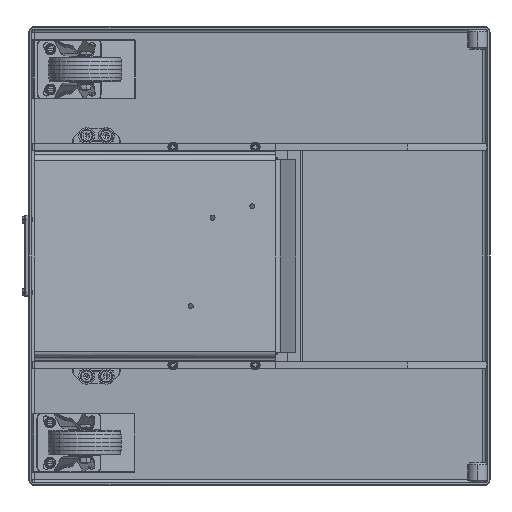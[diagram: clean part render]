
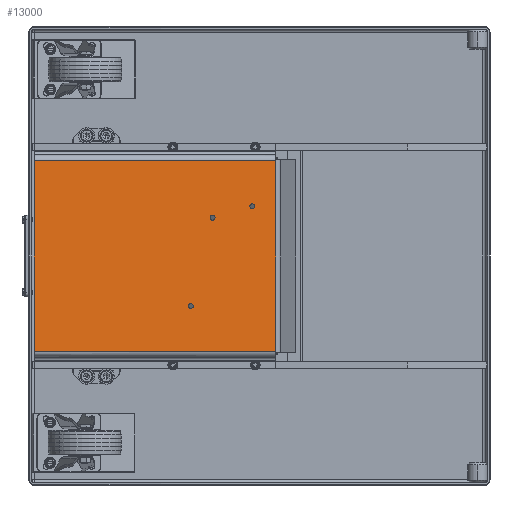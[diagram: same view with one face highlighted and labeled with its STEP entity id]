
A CAD part, front view. The second image highlights one B-rep face of the part: STEP entity #13000.
In plain terms, the highlighted planar face has unit normal (0.133, -0.991, 0).
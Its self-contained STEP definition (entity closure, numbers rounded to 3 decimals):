
#12810 = VERTEX_POINT ( 'NONE', #30829 ) ;
#12815 = EDGE_CURVE ( 'NONE', #12816, #12810, #30894, .T. ) ;
#12816 = VERTEX_POINT ( 'NONE', #30893 ) ;
#12840 = VERTEX_POINT ( 'NONE', #31061 ) ;
#12845 = EDGE_CURVE ( 'NONE', #47293, #12840, #31059, .T. ) ;
#12860 = VERTEX_POINT ( 'NONE', #31120 ) ;
#12866 = EDGE_CURVE ( 'NONE', #12867, #12860, #31144, .T. ) ;
#12867 = VERTEX_POINT ( 'NONE', #31146 ) ;
#12930 = VERTEX_POINT ( 'NONE', #31526 ) ;
#12975 = VERTEX_POINT ( 'NONE', #31748 ) ;
#12976 = ORIENTED_EDGE ( 'NONE', *, *, #12978, .T. ) ;
#12978 = EDGE_CURVE ( 'NONE', #12975, #12930, #31747, .T. ) ;
#12979 = EDGE_LOOP ( 'NONE', ( #12982, #12984 ) ) ;
#12982 = ORIENTED_EDGE ( 'NONE', *, *, #12866, .T. ) ;
#12984 = ORIENTED_EDGE ( 'NONE', *, *, #12986, .T. ) ;
#12986 = EDGE_CURVE ( 'NONE', #12860, #12867, #31760, .T. ) ;
#12989 = EDGE_LOOP ( 'NONE', ( #12991, #13023 ) ) ;
#12991 = ORIENTED_EDGE ( 'NONE', *, *, #12845, .T. ) ;
#13000 = ADVANCED_FACE ( 'NONE', ( #31809, #31808, #31807, #31806 ), #31804, .T. ) ;
#13002 = EDGE_LOOP ( 'NONE', ( #13005, #13007 ) ) ;
#13005 = ORIENTED_EDGE ( 'NONE', *, *, #12815, .T. ) ;
#13007 = ORIENTED_EDGE ( 'NONE', *, *, #13009, .T. ) ;
#13009 = EDGE_CURVE ( 'NONE', #12810, #12816, #31953, .T. ) ;
#13010 = EDGE_LOOP ( 'NONE', ( #13013, #13052, #13058, #12976 ) ) ;
#13013 = ORIENTED_EDGE ( 'NONE', *, *, #13015, .F. ) ;
#13015 = EDGE_CURVE ( 'NONE', #13016, #12930, #31994, .T. ) ;
#13016 = VERTEX_POINT ( 'NONE', #31990 ) ;
#13023 = ORIENTED_EDGE ( 'NONE', *, *, #13024, .T. ) ;
#13024 = EDGE_CURVE ( 'NONE', #12840, #47293, #31980, .T. ) ;
#13052 = ORIENTED_EDGE ( 'NONE', *, *, #13053, .T. ) ;
#13053 = EDGE_CURVE ( 'NONE', #13016, #13055, #32120, .T. ) ;
#13055 = VERTEX_POINT ( 'NONE', #32109 ) ;
#13058 = ORIENTED_EDGE ( 'NONE', *, *, #13059, .T. ) ;
#13059 = EDGE_CURVE ( 'NONE', #13055, #12975, #32185, .T. ) ;
#30829 = CARTESIAN_POINT ( 'NONE',  ( 222., 29.841, 53. ) ) ;
#30889 = CARTESIAN_POINT ( 'NONE',  ( 222., 29.841, 53. ) ) ;
#30890 = CARTESIAN_POINT ( 'NONE',  ( 217., 29.169, 53. ) ) ;
#30891 = CARTESIAN_POINT ( 'NONE',  ( 217., 29.169, 48. ) ) ;
#30892 = CARTESIAN_POINT ( 'NONE',  ( 222., 29.841, 48. ) ) ;
#30893 = CARTESIAN_POINT ( 'NONE',  ( 222., 29.841, 48. ) ) ;
#30894 =( BOUNDED_CURVE ( )  B_SPLINE_CURVE ( 3, ( #30892, #30891, #30890, #30889 ),
 .UNSPECIFIED., .F., .F. ) 
 B_SPLINE_CURVE_WITH_KNOTS ( ( 4, 4 ),
 ( 4.712, 7.854 ),
 .UNSPECIFIED. ) 
 CURVE ( )  GEOMETRIC_REPRESENTATION_ITEM ( )  RATIONAL_B_SPLINE_CURVE ( ( 1., 0.333, 0.333, 1. ) ) 
 REPRESENTATION_ITEM ( '' )  );
#31059 =( BOUNDED_CURVE ( )  B_SPLINE_CURVE ( 3, ( #31102, #31101, #31100, #31099 ),
 .UNSPECIFIED., .F., .F. ) 
 B_SPLINE_CURVE_WITH_KNOTS ( ( 4, 4 ),
 ( 4.712, 7.854 ),
 .UNSPECIFIED. ) 
 CURVE ( )  GEOMETRIC_REPRESENTATION_ITEM ( )  RATIONAL_B_SPLINE_CURVE ( ( 1., 0.333, 0.333, 1. ) ) 
 REPRESENTATION_ITEM ( '' )  );
#31061 = CARTESIAN_POINT ( 'NONE',  ( 159.5, 21.44, -48.5 ) ) ;
#31099 = CARTESIAN_POINT ( 'NONE',  ( 159.5, 21.44, -48.5 ) ) ;
#31100 = CARTESIAN_POINT ( 'NONE',  ( 154.5, 20.768, -48.5 ) ) ;
#31101 = CARTESIAN_POINT ( 'NONE',  ( 154.5, 20.768, -53.5 ) ) ;
#31102 = CARTESIAN_POINT ( 'NONE',  ( 159.5, 21.44, -53.5 ) ) ;
#31120 = CARTESIAN_POINT ( 'NONE',  ( 181.5, 24.397, 41.5 ) ) ;
#31144 =( BOUNDED_CURVE ( )  B_SPLINE_CURVE ( 3, ( #31165, #31164, #31163, #31162 ),
 .UNSPECIFIED., .F., .T. ) 
 B_SPLINE_CURVE_WITH_KNOTS ( ( 4, 4 ),
 ( 4.712, 7.854 ),
 .UNSPECIFIED. ) 
 CURVE ( )  GEOMETRIC_REPRESENTATION_ITEM ( )  RATIONAL_B_SPLINE_CURVE ( ( 1., 0.333, 0.333, 1. ) ) 
 REPRESENTATION_ITEM ( '' )  );
#31146 = CARTESIAN_POINT ( 'NONE',  ( 181.5, 24.397, 36.5 ) ) ;
#31162 = CARTESIAN_POINT ( 'NONE',  ( 181.5, 24.397, 41.5 ) ) ;
#31163 = CARTESIAN_POINT ( 'NONE',  ( 176.5, 23.725, 41.5 ) ) ;
#31164 = CARTESIAN_POINT ( 'NONE',  ( 176.5, 23.725, 36.5 ) ) ;
#31165 = CARTESIAN_POINT ( 'NONE',  ( 181.5, 24.397, 36.5 ) ) ;
#31526 = CARTESIAN_POINT ( 'NONE',  ( 0., 0., 97. ) ) ;
#31744 = DIRECTION ( 'NONE',  ( -0.991, -0.133, 0. ) ) ;
#31745 = VECTOR ( 'NONE', #31744, 1000. ) ;
#31746 = CARTESIAN_POINT ( 'NONE',  ( 0., 0., 97. ) ) ;
#31747 = LINE ( 'NONE', #31746, #31745 ) ;
#31748 = CARTESIAN_POINT ( 'NONE',  ( 245.919, 33.056, 97. ) ) ;
#31758 = CARTESIAN_POINT ( 'NONE',  ( 186.5, 25.069, 41.5 ) ) ;
#31759 = CARTESIAN_POINT ( 'NONE',  ( 181.5, 24.397, 41.5 ) ) ;
#31760 =( BOUNDED_CURVE ( )  B_SPLINE_CURVE ( 3, ( #31759, #31758, #31822, #31821 ),
 .UNSPECIFIED., .F., .T. ) 
 B_SPLINE_CURVE_WITH_KNOTS ( ( 4, 4 ),
 ( 1.571, 4.712 ),
 .UNSPECIFIED. ) 
 CURVE ( )  GEOMETRIC_REPRESENTATION_ITEM ( )  RATIONAL_B_SPLINE_CURVE ( ( 1., 0.333, 0.333, 1. ) ) 
 REPRESENTATION_ITEM ( '' )  );
#31798 = DIRECTION ( 'NONE',  ( 0.991, 0.133, 0. ) ) ;
#31799 = DIRECTION ( 'NONE',  ( 0.133, -0.991, 0. ) ) ;
#31800 = AXIS2_PLACEMENT_3D ( 'NONE', #31803, #31799, #31798 ) ;
#31803 = CARTESIAN_POINT ( 'NONE',  ( 245.5, 33., -103. ) ) ;
#31804 = PLANE ( 'NONE',  #31800 ) ;
#31806 = FACE_BOUND ( 'NONE', #12989, .T. ) ;
#31807 = FACE_BOUND ( 'NONE', #12979, .T. ) ;
#31808 = FACE_OUTER_BOUND ( 'NONE', #13010, .T. ) ;
#31809 = FACE_BOUND ( 'NONE', #13002, .T. ) ;
#31821 = CARTESIAN_POINT ( 'NONE',  ( 181.5, 24.397, 36.5 ) ) ;
#31822 = CARTESIAN_POINT ( 'NONE',  ( 186.5, 25.069, 36.5 ) ) ;
#31949 = CARTESIAN_POINT ( 'NONE',  ( 222., 29.841, 48. ) ) ;
#31950 = CARTESIAN_POINT ( 'NONE',  ( 227., 30.513, 48. ) ) ;
#31951 = CARTESIAN_POINT ( 'NONE',  ( 227., 30.513, 53. ) ) ;
#31952 = CARTESIAN_POINT ( 'NONE',  ( 222., 29.841, 53. ) ) ;
#31953 =( BOUNDED_CURVE ( )  B_SPLINE_CURVE ( 3, ( #31952, #31951, #31950, #31949 ),
 .UNSPECIFIED., .F., .T. ) 
 B_SPLINE_CURVE_WITH_KNOTS ( ( 4, 4 ),
 ( 1.571, 4.712 ),
 .UNSPECIFIED. ) 
 CURVE ( )  GEOMETRIC_REPRESENTATION_ITEM ( )  RATIONAL_B_SPLINE_CURVE ( ( 1., 0.333, 0.333, 1. ) ) 
 REPRESENTATION_ITEM ( '' )  );
#31976 = CARTESIAN_POINT ( 'NONE',  ( 159.5, 21.44, -53.5 ) ) ;
#31977 = CARTESIAN_POINT ( 'NONE',  ( 164.5, 22.112, -53.5 ) ) ;
#31978 = CARTESIAN_POINT ( 'NONE',  ( 164.5, 22.112, -48.5 ) ) ;
#31979 = CARTESIAN_POINT ( 'NONE',  ( 159.5, 21.44, -48.5 ) ) ;
#31980 =( BOUNDED_CURVE ( )  B_SPLINE_CURVE ( 3, ( #31979, #31978, #31977, #31976 ),
 .UNSPECIFIED., .F., .T. ) 
 B_SPLINE_CURVE_WITH_KNOTS ( ( 4, 4 ),
 ( 1.571, 4.712 ),
 .UNSPECIFIED. ) 
 CURVE ( )  GEOMETRIC_REPRESENTATION_ITEM ( )  RATIONAL_B_SPLINE_CURVE ( ( 1., 0.333, 0.333, 1. ) ) 
 REPRESENTATION_ITEM ( '' )  );
#31990 = CARTESIAN_POINT ( 'NONE',  ( 0., 0., -97. ) ) ;
#31991 = DIRECTION ( 'NONE',  ( 0., 0., 1. ) ) ;
#31992 = VECTOR ( 'NONE', #31991, 1000. ) ;
#31993 = CARTESIAN_POINT ( 'NONE',  ( 0., 0., -103. ) ) ;
#31994 = LINE ( 'NONE', #31993, #31992 ) ;
#32109 = CARTESIAN_POINT ( 'NONE',  ( 245.919, 33.056, -97. ) ) ;
#32110 = DIRECTION ( 'NONE',  ( 0.991, 0.133, 0. ) ) ;
#32111 = VECTOR ( 'NONE', #32110, 1000. ) ;
#32119 = CARTESIAN_POINT ( 'NONE',  ( 245.5, 33., -97. ) ) ;
#32120 = LINE ( 'NONE', #32119, #32111 ) ;
#32182 = DIRECTION ( 'NONE',  ( 0., 0., 1. ) ) ;
#32183 = VECTOR ( 'NONE', #32182, 1000. ) ;
#32184 = CARTESIAN_POINT ( 'NONE',  ( 245.919, 33.056, 98. ) ) ;
#32185 = LINE ( 'NONE', #32184, #32183 ) ;
#47293 = VERTEX_POINT ( 'NONE', #63621 ) ;
#63621 = CARTESIAN_POINT ( 'NONE',  ( 159.5, 21.44, -53.5 ) ) ;
